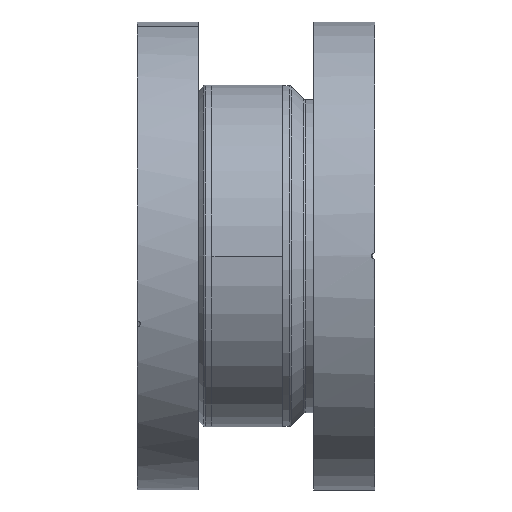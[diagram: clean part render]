
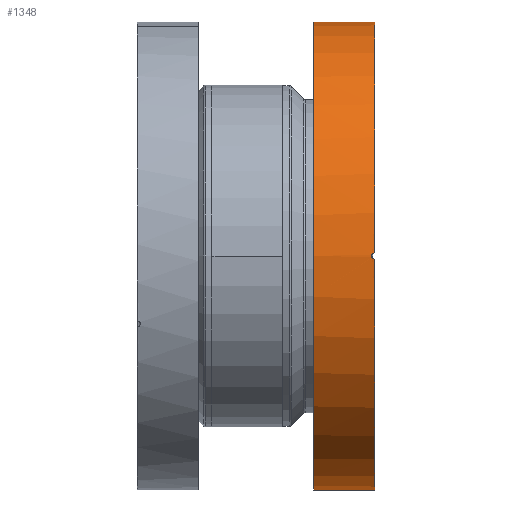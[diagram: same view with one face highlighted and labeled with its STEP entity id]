
A CAD part, left-side view. The second image highlights one B-rep face of the part: STEP entity #1348.
In plain terms, the highlighted cylindrical face has radius 76 mm (diameter 152 mm), a partial arc.
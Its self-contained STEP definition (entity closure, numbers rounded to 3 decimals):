
#275 = AXIS2_PLACEMENT_3D ( 'NONE', #5735, #5251, #854 ) ;
#497 = EDGE_CURVE ( 'NONE', #4387, #1417, #4046, .T. ) ;
#590 = CARTESIAN_POINT ( 'NONE',  ( -75.995, -0.504, 0.874 ) ) ;
#629 = VERTEX_POINT ( 'NONE', #4319 ) ;
#718 = CARTESIAN_POINT ( 'NONE',  ( 0., 0., -76. ) ) ;
#847 = CIRCLE ( 'NONE', #4876, 76. ) ;
#854 = DIRECTION ( 'NONE',  ( 0., 0., 1. ) ) ;
#909 = CIRCLE ( 'NONE', #3599, 76. ) ;
#940 = CARTESIAN_POINT ( 'NONE',  ( -75.993, 0., -1. ) ) ;
#943 = AXIS2_PLACEMENT_3D ( 'NONE', #4306, #1381, #4799 ) ;
#1048 = CARTESIAN_POINT ( 'NONE',  ( -75.993, 0., -1. ) ) ;
#1085 = CARTESIAN_POINT ( 'NONE',  ( 0., 0., 0. ) ) ;
#1314 = DIRECTION ( 'NONE',  ( 0., 1., 0. ) ) ;
#1348 = ADVANCED_FACE ( 'NONE', ( #5004 ), #2409, .T. ) ;
#1381 = DIRECTION ( 'NONE',  ( 0., 1., 0. ) ) ;
#1417 = VERTEX_POINT ( 'NONE', #940 ) ;
#1534 = CARTESIAN_POINT ( 'NONE',  ( -75.993, -0.264, -1. ) ) ;
#1542 = CARTESIAN_POINT ( 'NONE',  ( -75.998, -0.874, 0.503 ) ) ;
#1579 = DIRECTION ( 'NONE',  ( 0., 0., 1. ) ) ;
#1615 = CIRCLE ( 'NONE', #943, 76. ) ;
#1884 = ORIENTED_EDGE ( 'NONE', *, *, #3815, .T. ) ;
#1891 = EDGE_CURVE ( 'NONE', #2796, #2595, #4063, .T. ) ;
#2130 = CARTESIAN_POINT ( 'NONE',  ( 0., -19.9, 0. ) ) ;
#2291 = CARTESIAN_POINT ( 'NONE',  ( 0., -19.9, 76. ) ) ;
#2406 = CARTESIAN_POINT ( 'NONE',  ( -75.996, -0.615, 0.799 ) ) ;
#2409 = CYLINDRICAL_SURFACE ( 'NONE', #275, 76. ) ;
#2430 = CARTESIAN_POINT ( 'NONE',  ( -76., -1., -0.13 ) ) ;
#2595 = VERTEX_POINT ( 'NONE', #2865 ) ;
#2614 = DIRECTION ( 'NONE',  ( 0., 0., 1. ) ) ;
#2781 = VECTOR ( 'NONE', #1314, 1000. ) ;
#2796 = VERTEX_POINT ( 'NONE', #3031 ) ;
#2814 = EDGE_CURVE ( 'NONE', #629, #5211, #6133, .T. ) ;
#2865 = CARTESIAN_POINT ( 'NONE',  ( 0., 0., 76. ) ) ;
#2889 = CARTESIAN_POINT ( 'NONE',  ( -75.994, -0.262, 0.974 ) ) ;
#2891 = EDGE_LOOP ( 'NONE', ( #4506, #1884, #5506, #5195, #4096, #3687 ) ) ;
#3031 = CARTESIAN_POINT ( 'NONE',  ( 0., -19.9, 76. ) ) ;
#3084 = CARTESIAN_POINT ( 'NONE',  ( -75.998, -0.799, 0.615 ) ) ;
#3505 = CARTESIAN_POINT ( 'NONE',  ( -75.993, 0., 1. ) ) ;
#3516 = VECTOR ( 'NONE', #3519, 1000. ) ;
#3519 = DIRECTION ( 'NONE',  ( 0., 1., 0. ) ) ;
#3599 = AXIS2_PLACEMENT_3D ( 'NONE', #1085, #4505, #1579 ) ;
#3660 = EDGE_CURVE ( 'NONE', #5211, #1417, #1615, .T. ) ;
#3687 = ORIENTED_EDGE ( 'NONE', *, *, #3660, .F. ) ;
#3815 = EDGE_CURVE ( 'NONE', #629, #2796, #847, .T. ) ;
#3975 = CARTESIAN_POINT ( 'NONE',  ( -75.998, -0.874, -0.503 ) ) ;
#4046 = B_SPLINE_CURVE_WITH_KNOTS ( 'NONE', 3,
 ( #5377, #5838, #2889, #590, #2406, #3084, #1542, #5576, #4945, #2430, #4462, #3975, #5458, #4107, #1534, #1048 ),
 .UNSPECIFIED., .F., .F.,
 ( 4, 2, 2, 2, 2, 2, 2, 4 ),
 ( 0., 0., 0.001, 0.001, 0.002, 0.002, 0.002, 0.003 ),
 .UNSPECIFIED. ) ;
#4063 = LINE ( 'NONE', #2291, #2781 ) ;
#4096 = ORIENTED_EDGE ( 'NONE', *, *, #497, .T. ) ;
#4107 = CARTESIAN_POINT ( 'NONE',  ( -75.995, -0.521, -0.893 ) ) ;
#4306 = CARTESIAN_POINT ( 'NONE',  ( 0., 0., 0. ) ) ;
#4319 = CARTESIAN_POINT ( 'NONE',  ( 0., -19.9, -76. ) ) ;
#4387 = VERTEX_POINT ( 'NONE', #3505 ) ;
#4462 = CARTESIAN_POINT ( 'NONE',  ( -76., -0.974, -0.261 ) ) ;
#4505 = DIRECTION ( 'NONE',  ( 0., 1., 0. ) ) ;
#4506 = ORIENTED_EDGE ( 'NONE', *, *, #2814, .F. ) ;
#4799 = DIRECTION ( 'NONE',  ( 0., 0., 1. ) ) ;
#4876 = AXIS2_PLACEMENT_3D ( 'NONE', #2130, #5539, #2614 ) ;
#4945 = CARTESIAN_POINT ( 'NONE',  ( -76., -1., 0.131 ) ) ;
#5004 = FACE_OUTER_BOUND ( 'NONE', #2891, .T. ) ;
#5007 = CARTESIAN_POINT ( 'NONE',  ( 0., -19.9, -76. ) ) ;
#5019 = EDGE_CURVE ( 'NONE', #4387, #2595, #909, .T. ) ;
#5195 = ORIENTED_EDGE ( 'NONE', *, *, #5019, .F. ) ;
#5211 = VERTEX_POINT ( 'NONE', #718 ) ;
#5251 = DIRECTION ( 'NONE',  ( 0., 1., 0. ) ) ;
#5377 = CARTESIAN_POINT ( 'NONE',  ( -75.993, 0., 1. ) ) ;
#5458 = CARTESIAN_POINT ( 'NONE',  ( -75.998, -0.801, -0.613 ) ) ;
#5506 = ORIENTED_EDGE ( 'NONE', *, *, #1891, .T. ) ;
#5539 = DIRECTION ( 'NONE',  ( 0., 1., 0. ) ) ;
#5576 = CARTESIAN_POINT ( 'NONE',  ( -76., -0.974, 0.263 ) ) ;
#5735 = CARTESIAN_POINT ( 'NONE',  ( 0., -19.9, 0. ) ) ;
#5838 = CARTESIAN_POINT ( 'NONE',  ( -75.993, -0.132, 1. ) ) ;
#6133 = LINE ( 'NONE', #5007, #3516 ) ;
